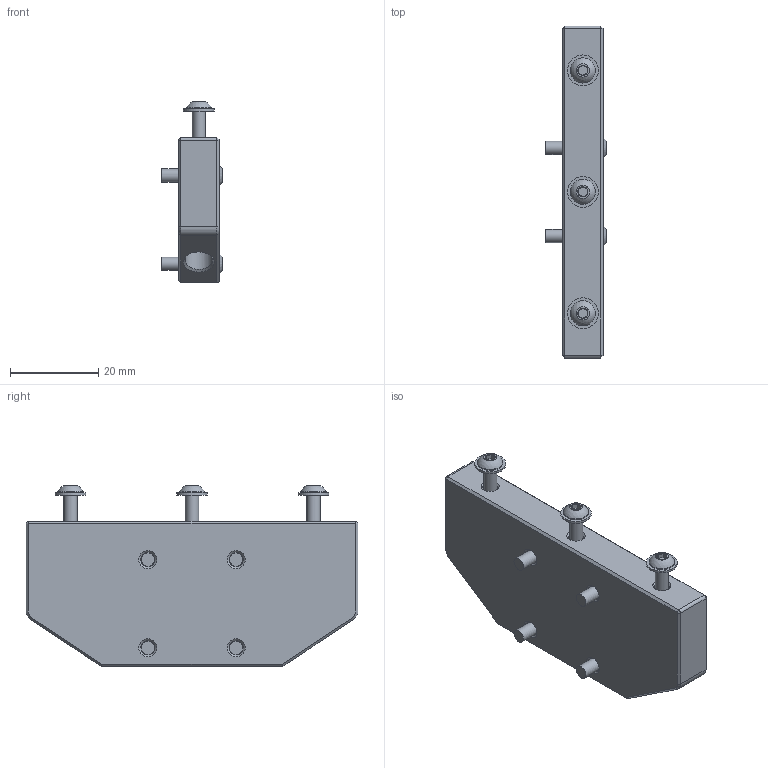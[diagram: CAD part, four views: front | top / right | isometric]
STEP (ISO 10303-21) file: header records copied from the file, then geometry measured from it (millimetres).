
FILE_DESCRIPTION(/* description */ (''),/* implementation_level */ '2;1');
FILE_NAME(/* name */ 'Y Optimized Cart Mounts x2.step',/* time_stamp */ '2024-05-08T21:06:59Z',/* author */ (''),/* organization */ (''),/* preprocessor_version */ 'ST-DEVELOPER v20',/* originating_system */ 'Autodesk Translation Framework v12.20.1.177',/* authorisation */ '');
FILE_SCHEMA (('AUTOMOTIVE_DESIGN { 1 0 10303 214 3 1 1 }'));
Length unit declared in the file: millimetre
Products named in the file (9): Y Cart Mount Assembly Washers; Cart; Hardware; Screw Button Head M3 12mm; Screw Button Head M3 35mm; Screw Button Head M3 30mm; Heat Insert M3 Long 4.6x5.7; Washer M3 7x0.5mm; Cart (1)
Assembly tree (20 placements, depth 3):
  Y Cart Mount Assembly Washers
    Cart
    Hardware
      Screw Button Head M3 12mm  x4
      Screw Button Head M3 35mm
      Screw Button Head M3 30mm  x2
      Washer M3 7x0.5mm  x7
      Heat Insert M3 Long 4.6x5.7  x3
    Cart (1)
Bounding box: 13.65 x 75.21 x 40.99 mm (x, y, z)
Volume: 20652.1 mm3; surface area: 12427.8 mm2
Topology: 38 solids, 71 shells, 1353 faces, 3554 edges, 2377 vertices
Faces by surface type: bspline 500, plane 498, cylinder 266, cone 80, sphere 7, torus 2
Full cylindrical faces by diameter (mm): 2.529 x27, 3 x7, 3.086 x30, 3.2 x7, 3.3 x7, 3.6 x3, 3.8 x3, 4 x3, 4.2 x3, 5.7 x7, 6.2 x3, 7 x7, 7.3 x4
Entity records: 26738 total; most frequent: CARTESIAN_POINT 12952, ORIENTED_EDGE 3056, DIRECTION 2263, EDGE_CURVE 1528, VERTEX_POINT 1011, LINE 805, VECTOR 805, AXIS2_PLACEMENT_3D 729
